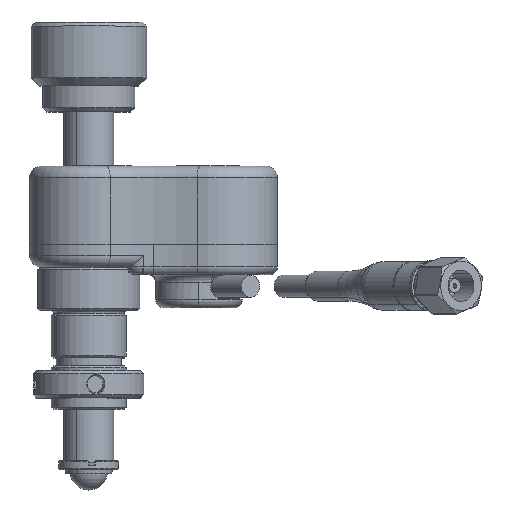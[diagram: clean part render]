
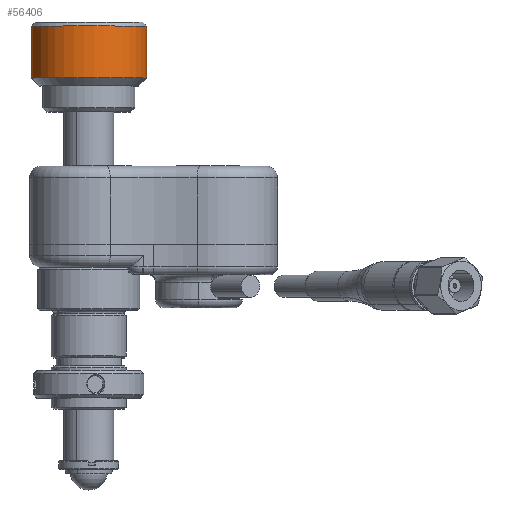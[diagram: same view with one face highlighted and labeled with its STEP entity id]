
A CAD part, top view. The second image highlights one B-rep face of the part: STEP entity #56406.
In plain terms, the highlighted cylindrical face has radius 7.366 mm (diameter 14.732 mm), a partial arc.
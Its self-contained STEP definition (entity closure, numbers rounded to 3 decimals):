
#2658 = EDGE_CURVE ( 'NONE', #142837, #100753, #143433, .T. ) ;
#4692 = DIRECTION ( 'NONE',  ( 0., 0., 1. ) ) ;
#12031 = VECTOR ( 'NONE', #119551, 1000. ) ;
#17092 = DIRECTION ( 'NONE',  ( 0., -1., 0. ) ) ;
#31749 = EDGE_CURVE ( 'NONE', #184473, #36611, #32577, .T. ) ;
#32577 = CIRCLE ( 'NONE', #110094, 7.366 ) ;
#34143 = VECTOR ( 'NONE', #83612, 1000. ) ;
#36048 = LINE ( 'NONE', #141892, #34143 ) ;
#36611 = VERTEX_POINT ( 'NONE', #72472 ) ;
#46672 = LINE ( 'NONE', #191501, #12031 ) ;
#50313 = FACE_OUTER_BOUND ( 'NONE', #126544, .T. ) ;
#56406 = ADVANCED_FACE ( 'NONE', ( #50313 ), #109593, .T. ) ;
#66627 = ORIENTED_EDGE ( 'NONE', *, *, #2658, .F. ) ;
#72015 = CARTESIAN_POINT ( 'NONE',  ( -37.459, 18.203, 8.797 ) ) ;
#72472 = CARTESIAN_POINT ( 'NONE',  ( -37.459, 25.569, 2.193 ) ) ;
#83612 = DIRECTION ( 'NONE',  ( 0., 0., 1. ) ) ;
#87240 = EDGE_CURVE ( 'NONE', #36611, #100753, #36048, .T. ) ;
#89947 = CARTESIAN_POINT ( 'NONE',  ( -37.459, 18.203, 2.193 ) ) ;
#90159 = CARTESIAN_POINT ( 'NONE',  ( -37.459, 25.569, 8.797 ) ) ;
#100753 = VERTEX_POINT ( 'NONE', #90159 ) ;
#102143 = ORIENTED_EDGE ( 'NONE', *, *, #87240, .T. ) ;
#109593 = CYLINDRICAL_SURFACE ( 'NONE', #161350, 7.366 ) ;
#110094 = AXIS2_PLACEMENT_3D ( 'NONE', #89947, #164760, #17092 ) ;
#119551 = DIRECTION ( 'NONE',  ( 0., 0., 1. ) ) ;
#124150 = DIRECTION ( 'NONE',  ( 0., -1., 0. ) ) ;
#124329 = EDGE_CURVE ( 'NONE', #184473, #142837, #46672, .T. ) ;
#124880 = CARTESIAN_POINT ( 'NONE',  ( -37.459, 10.837, 2.193 ) ) ;
#126544 = EDGE_LOOP ( 'NONE', ( #133780, #102143, #66627, #147858 ) ) ;
#133780 = ORIENTED_EDGE ( 'NONE', *, *, #31749, .T. ) ;
#136436 = CARTESIAN_POINT ( 'NONE',  ( -37.459, 10.837, 8.797 ) ) ;
#141589 = CARTESIAN_POINT ( 'NONE',  ( -37.459, 18.203, 13.115 ) ) ;
#141892 = CARTESIAN_POINT ( 'NONE',  ( -37.459, 25.569, 13.115 ) ) ;
#142837 = VERTEX_POINT ( 'NONE', #136436 ) ;
#143433 = CIRCLE ( 'NONE', #152750, 7.366 ) ;
#145854 = DIRECTION ( 'NONE',  ( 0., -1., 0. ) ) ;
#147858 = ORIENTED_EDGE ( 'NONE', *, *, #124329, .F. ) ;
#152750 = AXIS2_PLACEMENT_3D ( 'NONE', #72015, #164324, #145854 ) ;
#161350 = AXIS2_PLACEMENT_3D ( 'NONE', #141589, #4692, #124150 ) ;
#164324 = DIRECTION ( 'NONE',  ( 0., 0., 1. ) ) ;
#164760 = DIRECTION ( 'NONE',  ( 0., 0., 1. ) ) ;
#184473 = VERTEX_POINT ( 'NONE', #124880 ) ;
#191501 = CARTESIAN_POINT ( 'NONE',  ( -37.459, 10.837, 13.115 ) ) ;
